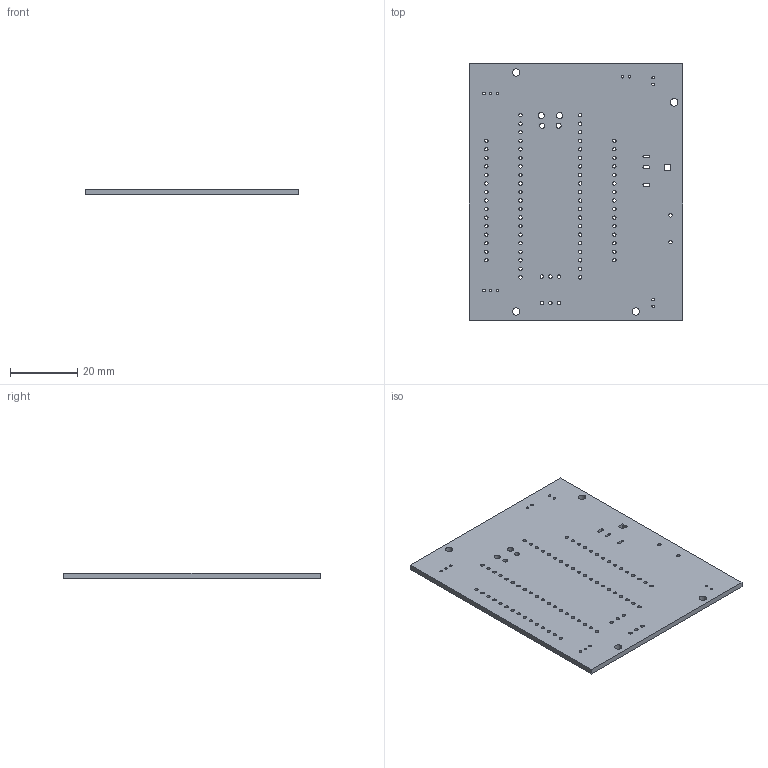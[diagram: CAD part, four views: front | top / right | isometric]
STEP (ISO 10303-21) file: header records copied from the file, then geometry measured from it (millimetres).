
FILE_DESCRIPTION(('KiCad electronic assembly'),'2;1');
FILE_NAME('eyevend-controller.step','2024-01-17T00:02:50',('Pcbnew'),( 'Kicad'),'Open CASCADE STEP processor 7.7','KiCad to STEP converter' ,'Unknown');
FILE_SCHEMA(('AUTOMOTIVE_DESIGN { 1 0 10303 214 1 1 1 1 }'));
Length unit declared in the file: millimetre
Products named in the file (2): eyevend-controller 1; eyevend-controller PCB
Assembly tree (1 placements, depth 2):
  eyevend-controller 1
    eyevend-controller PCB
Bounding box: 63.5 x 76.2 x 1.6 mm (x, y, z)
Volume: 7582.9 mm3; surface area: 10479.8 mm2
Topology: 1 solids, 1 shells, 174 faces, 516 edges, 344 vertices
Faces by surface type: cylinder 98, plane 76
Full cylindrical faces by diameter (mm): 0.75 x12, 1 x35, 1.02 x43, 1.5 x2, 1.8 x2, 2.2 x4
Entity records: 13517 total; most frequent: CARTESIAN_POINT 3376, DIRECTION 1768, ORIENTED_EDGE 1032, PCURVE 1032, DEFINITIONAL_REPRESENTATION 1032, LINE 1024, VECTOR 1024, EDGE_CURVE 516
